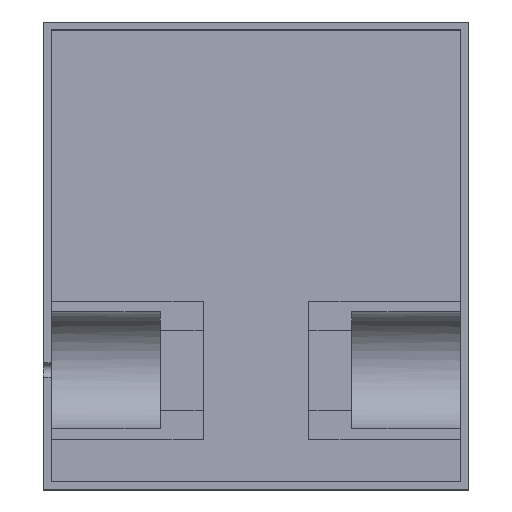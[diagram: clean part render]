
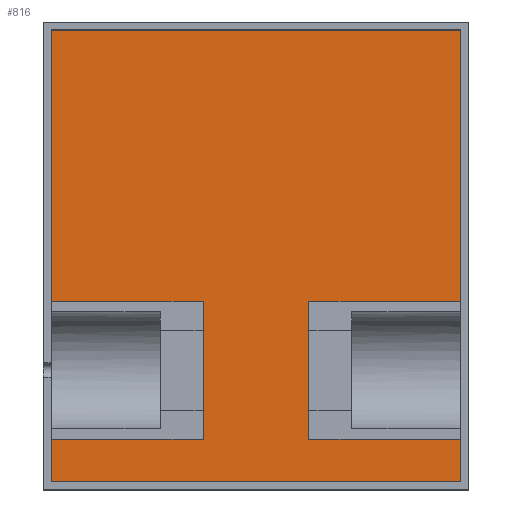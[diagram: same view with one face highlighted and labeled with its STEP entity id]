
A CAD part, top view. The second image highlights one B-rep face of the part: STEP entity #816.
In plain terms, the highlighted planar face has unit normal (0, 0, 1).
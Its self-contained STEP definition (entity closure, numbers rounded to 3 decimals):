
#68=FACE_OUTER_BOUND('',#111,.T.);
#111=EDGE_LOOP('',(#678,#679,#680,#681,#682,#683,#684,#685,#686,#687,#688,
#689));
#141=LINE('',#1155,#242);
#146=LINE('',#1167,#247);
#160=LINE('',#1200,#261);
#166=LINE('',#1213,#267);
#172=LINE('',#1227,#273);
#183=LINE('',#1257,#284);
#185=LINE('',#1261,#286);
#187=LINE('',#1265,#288);
#192=LINE('',#1276,#293);
#201=LINE('',#1295,#302);
#202=LINE('',#1297,#303);
#203=LINE('',#1298,#304);
#242=VECTOR('',#929,10.);
#247=VECTOR('',#936,10.);
#261=VECTOR('',#966,10.);
#267=VECTOR('',#976,10.);
#273=VECTOR('',#988,10.);
#284=VECTOR('',#1023,10.);
#286=VECTOR('',#1027,10.);
#288=VECTOR('',#1029,10.);
#293=VECTOR('',#1038,10.);
#302=VECTOR('',#1057,10.);
#303=VECTOR('',#1058,10.);
#304=VECTOR('',#1059,10.);
#340=VERTEX_POINT('',#1152);
#341=VERTEX_POINT('',#1154);
#346=VERTEX_POINT('',#1164);
#347=VERTEX_POINT('',#1166);
#358=VERTEX_POINT('',#1198);
#363=VERTEX_POINT('',#1212);
#375=VERTEX_POINT('',#1256);
#376=VERTEX_POINT('',#1260);
#377=VERTEX_POINT('',#1262);
#378=VERTEX_POINT('',#1264);
#387=VERTEX_POINT('',#1294);
#388=VERTEX_POINT('',#1296);
#421=EDGE_CURVE('',#340,#341,#141,.T.);
#427=EDGE_CURVE('',#346,#347,#146,.T.);
#445=EDGE_CURVE('',#358,#346,#160,.T.);
#451=EDGE_CURVE('',#341,#363,#166,.T.);
#459=EDGE_CURVE('',#363,#358,#172,.T.);
#473=EDGE_CURVE('',#340,#375,#183,.T.);
#475=EDGE_CURVE('',#375,#376,#185,.T.);
#477=EDGE_CURVE('',#378,#377,#187,.T.);
#483=EDGE_CURVE('',#347,#377,#192,.T.);
#492=EDGE_CURVE('',#376,#387,#201,.T.);
#493=EDGE_CURVE('',#387,#388,#202,.T.);
#494=EDGE_CURVE('',#388,#378,#203,.T.);
#678=ORIENTED_EDGE('',*,*,#473,.T.);
#679=ORIENTED_EDGE('',*,*,#475,.T.);
#680=ORIENTED_EDGE('',*,*,#492,.T.);
#681=ORIENTED_EDGE('',*,*,#493,.T.);
#682=ORIENTED_EDGE('',*,*,#494,.T.);
#683=ORIENTED_EDGE('',*,*,#477,.T.);
#684=ORIENTED_EDGE('',*,*,#483,.F.);
#685=ORIENTED_EDGE('',*,*,#427,.F.);
#686=ORIENTED_EDGE('',*,*,#445,.F.);
#687=ORIENTED_EDGE('',*,*,#459,.F.);
#688=ORIENTED_EDGE('',*,*,#451,.F.);
#689=ORIENTED_EDGE('',*,*,#421,.F.);
#778=PLANE('',#882);
#816=ADVANCED_FACE('',(#68),#778,.T.);
#882=AXIS2_PLACEMENT_3D('',#1293,#1055,#1056);
#929=DIRECTION('',(0.,1.,0.));
#936=DIRECTION('',(0.,1.,0.));
#966=DIRECTION('',(-1.,0.,0.));
#976=DIRECTION('',(1.,0.,0.));
#988=DIRECTION('',(0.,1.,0.));
#1023=DIRECTION('',(1.,0.,0.));
#1027=DIRECTION('',(0.,1.,0.));
#1029=DIRECTION('',(0.,1.,0.));
#1038=DIRECTION('',(1.,0.,0.));
#1055=DIRECTION('center_axis',(0.,0.,1.));
#1056=DIRECTION('ref_axis',(1.,0.,0.));
#1057=DIRECTION('',(-1.,0.,0.));
#1058=DIRECTION('',(0.,1.,0.));
#1059=DIRECTION('',(1.,0.,0.));
#1152=CARTESIAN_POINT('',(0.,0.,0.));
#1154=CARTESIAN_POINT('',(0.,8.009,0.));
#1155=CARTESIAN_POINT('',(0.,21.25,0.));
#1164=CARTESIAN_POINT('',(0.,33.991,0.));
#1166=CARTESIAN_POINT('',(0.,85.,0.));
#1167=CARTESIAN_POINT('',(0.,21.25,0.));
#1198=CARTESIAN_POINT('',(28.56,33.991,0.));
#1200=CARTESIAN_POINT('',(19.25,33.991,0.));
#1212=CARTESIAN_POINT('',(28.56,8.009,0.));
#1213=CARTESIAN_POINT('',(33.53,8.009,0.));
#1227=CARTESIAN_POINT('',(28.56,28.175,0.));
#1256=CARTESIAN_POINT('',(77.,0.,0.));
#1257=CARTESIAN_POINT('',(0.,0.,0.));
#1260=CARTESIAN_POINT('',(77.,8.009,0.));
#1261=CARTESIAN_POINT('',(77.,0.,0.));
#1262=CARTESIAN_POINT('',(77.,85.,0.));
#1264=CARTESIAN_POINT('',(77.,33.991,0.));
#1265=CARTESIAN_POINT('',(77.,0.,0.));
#1276=CARTESIAN_POINT('',(19.25,85.,0.));
#1293=CARTESIAN_POINT('Origin',(38.5,42.5,0.));
#1294=CARTESIAN_POINT('',(48.44,8.009,0.));
#1295=CARTESIAN_POINT('',(43.47,8.009,0.));
#1296=CARTESIAN_POINT('',(48.44,33.991,0.));
#1297=CARTESIAN_POINT('',(48.44,28.175,0.));
#1298=CARTESIAN_POINT('',(57.75,33.991,0.));
